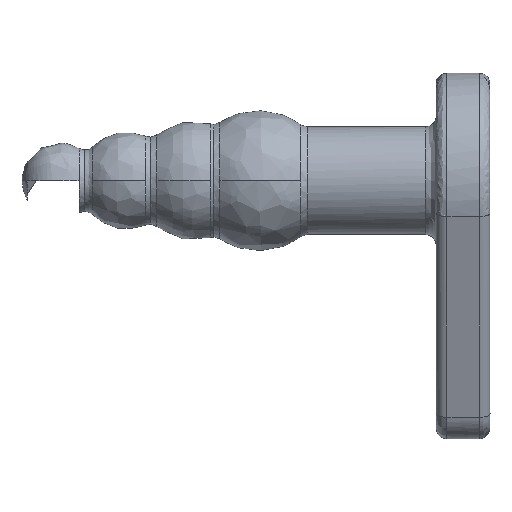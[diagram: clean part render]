
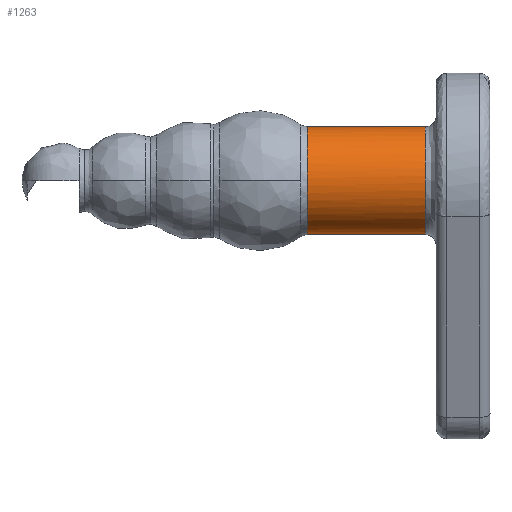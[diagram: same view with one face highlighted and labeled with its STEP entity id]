
A CAD part, left-side view. The second image highlights one B-rep face of the part: STEP entity #1263.
In plain terms, the highlighted free-form (B-spline) face has degree [2, 1] with [5, 2] control points.
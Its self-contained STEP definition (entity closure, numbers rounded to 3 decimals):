
#1263 = ADVANCED_FACE('',(#1264),#1300,.T.);
#1264 = FACE_BOUND('',#1265,.T.);
#1265 = EDGE_LOOP('',(#1266,#1278,#1285,#1295));
#1266 = ORIENTED_EDGE('',*,*,#1267,.F.);
#1267 = EDGE_CURVE('',#1268,#1270,#1272,.T.);
#1268 = VERTEX_POINT('',#1269);
#1269 = CARTESIAN_POINT('',(0.,1.238,
    3.096));
#1270 = VERTEX_POINT('',#1271);
#1271 = CARTESIAN_POINT('',(0.,1.238,
    -3.096));
#1272 = ( BOUNDED_CURVE() B_SPLINE_CURVE(2,(#1273,#1274,#1275,#1276,
#1277),.UNSPECIFIED.,.F.,.F.) B_SPLINE_CURVE_WITH_KNOTS((3,2,3),(
    0.,1.571,3.142),
.PIECEWISE_BEZIER_KNOTS.) CURVE() GEOMETRIC_REPRESENTATION_ITEM() 
RATIONAL_B_SPLINE_CURVE((1.,0.707,1.,0.707,1.)) 
REPRESENTATION_ITEM('') );
#1273 = CARTESIAN_POINT('',(0.,1.238,
    3.096));
#1274 = CARTESIAN_POINT('',(-3.096,1.238,
    3.096));
#1275 = CARTESIAN_POINT('',(-3.096,1.238,
    0.));
#1276 = CARTESIAN_POINT('',(-3.096,1.238,
    -3.096));
#1277 = CARTESIAN_POINT('',(0.,1.238,
    -3.096));
#1278 = ORIENTED_EDGE('',*,*,#1279,.F.);
#1279 = EDGE_CURVE('',#1280,#1268,#1282,.T.);
#1280 = VERTEX_POINT('',#1281);
#1281 = CARTESIAN_POINT('',(0.,-5.573,
    3.096));
#1282 = B_SPLINE_CURVE_WITH_KNOTS('',1,(#1283,#1284),.UNSPECIFIED.,.F.,
  .F.,(2,2),(0.,5.5),.PIECEWISE_BEZIER_KNOTS.);
#1283 = CARTESIAN_POINT('',(0.,-5.573,3.096));
#1284 = CARTESIAN_POINT('',(0.,1.238,3.096));
#1285 = ORIENTED_EDGE('',*,*,#1286,.F.);
#1286 = EDGE_CURVE('',#1287,#1280,#1289,.T.);
#1287 = VERTEX_POINT('',#1288);
#1288 = CARTESIAN_POINT('',(0.,-5.573,-3.096));
#1289 = ( BOUNDED_CURVE() B_SPLINE_CURVE(2,(#1290,#1291,#1292,#1293,
#1294),.UNSPECIFIED.,.F.,.F.) B_SPLINE_CURVE_WITH_KNOTS((3,2,3),(
    0.,1.571,3.142),
.PIECEWISE_BEZIER_KNOTS.) CURVE() GEOMETRIC_REPRESENTATION_ITEM() 
RATIONAL_B_SPLINE_CURVE((1.,0.707,1.,0.707,1.)) 
REPRESENTATION_ITEM('') );
#1290 = CARTESIAN_POINT('',(0.,-5.573,-3.096));
#1291 = CARTESIAN_POINT('',(-3.096,-5.573,
    -3.096));
#1292 = CARTESIAN_POINT('',(-3.096,-5.573,
    0.));
#1293 = CARTESIAN_POINT('',(-3.096,-5.573,
    3.096));
#1294 = CARTESIAN_POINT('',(0.,-5.573,
    3.096));
#1295 = ORIENTED_EDGE('',*,*,#1296,.F.);
#1296 = EDGE_CURVE('',#1270,#1287,#1297,.T.);
#1297 = B_SPLINE_CURVE_WITH_KNOTS('',1,(#1298,#1299),.UNSPECIFIED.,.F.,
  .F.,(2,2),(0.,5.5),.PIECEWISE_BEZIER_KNOTS.);
#1298 = CARTESIAN_POINT('',(0.,1.238,-3.096));
#1299 = CARTESIAN_POINT('',(0.,-5.573,-3.096));
#1300 = ( BOUNDED_SURFACE() B_SPLINE_SURFACE(2,1,(
    (#1301,#1302)
    ,(#1303,#1304)
    ,(#1305,#1306)
    ,(#1307,#1308)
    ,(#1309,#1310
)),.UNSPECIFIED.,.F.,.F.,.F.) B_SPLINE_SURFACE_WITH_KNOTS((3,2,3),(2,2),
  (0.,1.571,3.142),(0.,5.5),.PIECEWISE_BEZIER_KNOTS.) 
GEOMETRIC_REPRESENTATION_ITEM() RATIONAL_B_SPLINE_SURFACE((
    (1.,1.)
    ,(0.707,0.707)
    ,(1.,1.)
    ,(0.707,0.707)
,(1.,1.))) REPRESENTATION_ITEM('') SURFACE() );
#1301 = CARTESIAN_POINT('',(0.,-5.573,
    3.096));
#1302 = CARTESIAN_POINT('',(0.,1.238,
    3.096));
#1303 = CARTESIAN_POINT('',(-3.096,-5.573,
    3.096));
#1304 = CARTESIAN_POINT('',(-3.096,1.238,
    3.096));
#1305 = CARTESIAN_POINT('',(-3.096,-5.573,
    0.));
#1306 = CARTESIAN_POINT('',(-3.096,1.238,
    0.));
#1307 = CARTESIAN_POINT('',(-3.096,-5.573,
    -3.096));
#1308 = CARTESIAN_POINT('',(-3.096,1.238,
    -3.096));
#1309 = CARTESIAN_POINT('',(0.,-5.573,
    -3.096));
#1310 = CARTESIAN_POINT('',(0.,1.238,
    -3.096));
